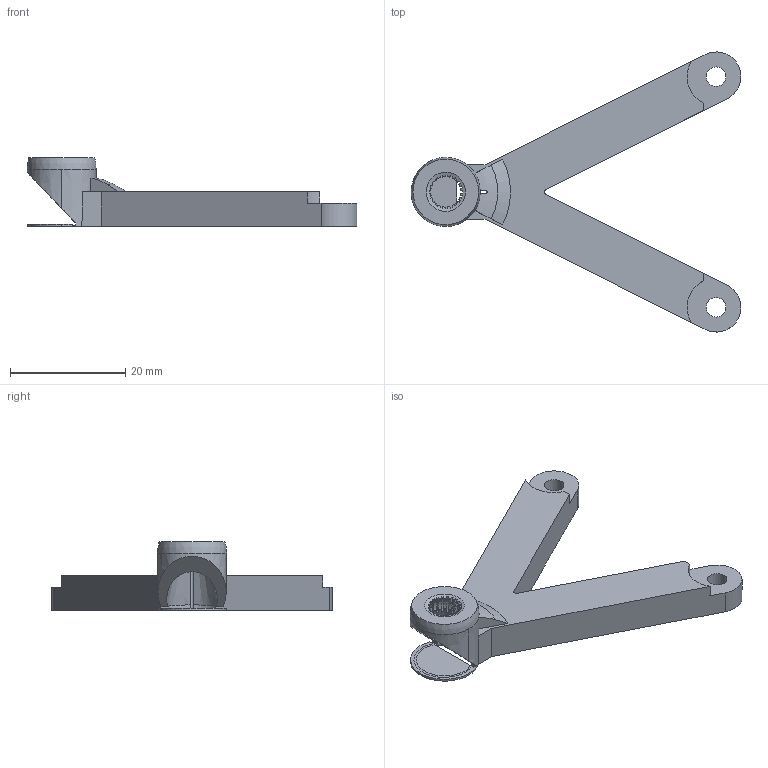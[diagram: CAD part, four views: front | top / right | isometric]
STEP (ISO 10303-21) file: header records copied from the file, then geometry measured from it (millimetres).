
FILE_DESCRIPTION(('FreeCAD Model'),'2;1');
FILE_NAME('Open CASCADE Shape Model','2023-06-18T13:43:59',(''),(''), 'Open CASCADE STEP processor 7.6','FreeCAD','Unknown');
FILE_SCHEMA(('AUTOMOTIVE_DESIGN { 1 0 10303 214 1 1 1 1 }'));
Length unit declared in the file: millimetre
Products named in the file (1): Pad040005534
Bounding box: 57.19 x 48.58 x 11.91 mm (x, y, z)
Volume: 5097 mm3; surface area: 3585.8 mm2
Topology: 1 solids, 1 shells, 183 faces, 566 edges, 380 vertices
Faces by surface type: plane 83, cylinder 70, revolution 21, cone 8, sphere 1
Full cylindrical faces by diameter (mm): 3.4 x2
Entity records: 20737 total; most frequent: CARTESIAN_POINT 10904, DIRECTION 1520, ORIENTED_EDGE 1132, PCURVE 1132, DEFINITIONAL_REPRESENTATION 1132, B_SPLINE_CURVE_WITH_KNOTS 675, LINE 567, VECTOR 567
